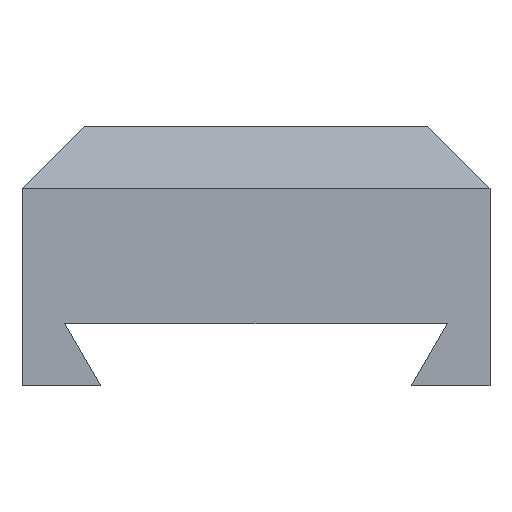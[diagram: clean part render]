
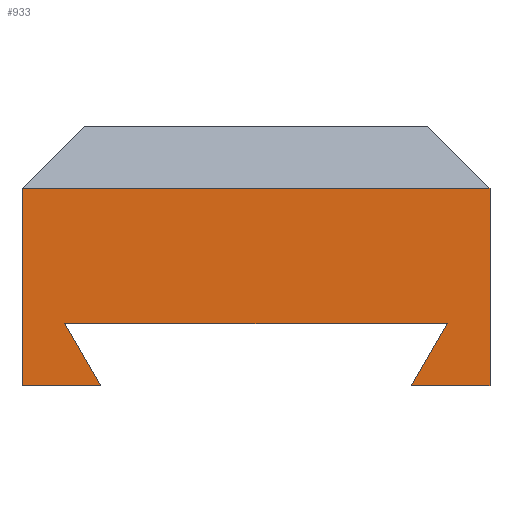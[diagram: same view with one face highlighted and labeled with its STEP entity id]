
A CAD part, front view. The second image highlights one B-rep face of the part: STEP entity #933.
In plain terms, the highlighted planar face has unit normal (0, -1, 0).
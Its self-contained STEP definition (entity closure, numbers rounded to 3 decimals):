
#51=PLANE('',#1013);
#89=FACE_OUTER_BOUND('',#146,.T.);
#146=EDGE_LOOP('',(#707,#708,#709,#710,#711,#712,#713,#714));
#261=LINE('',#1699,#329);
#276=LINE('',#1728,#344);
#281=LINE('',#1746,#349);
#282=LINE('',#1749,#350);
#283=LINE('',#1751,#351);
#284=LINE('',#1753,#352);
#285=LINE('',#1755,#353);
#286=LINE('',#1756,#354);
#329=VECTOR('',#1117,10.);
#344=VECTOR('',#1140,10.);
#349=VECTOR('',#1157,10.);
#350=VECTOR('',#1160,1000.);
#351=VECTOR('',#1161,10.);
#352=VECTOR('',#1162,10.);
#353=VECTOR('',#1163,10.);
#354=VECTOR('',#1164,1000.);
#425=VERTEX_POINT('',#1692);
#427=VERTEX_POINT('',#1698);
#437=VERTEX_POINT('',#1727);
#444=VERTEX_POINT('',#1744);
#445=VERTEX_POINT('',#1748);
#446=VERTEX_POINT('',#1750);
#447=VERTEX_POINT('',#1752);
#448=VERTEX_POINT('',#1754);
#523=EDGE_CURVE('',#427,#425,#261,.T.);
#538=EDGE_CURVE('',#437,#425,#276,.T.);
#547=EDGE_CURVE('',#427,#444,#281,.T.);
#548=EDGE_CURVE('',#444,#445,#282,.T.);
#549=EDGE_CURVE('',#445,#446,#283,.T.);
#550=EDGE_CURVE('',#446,#447,#284,.T.);
#551=EDGE_CURVE('',#447,#448,#285,.T.);
#552=EDGE_CURVE('',#448,#437,#286,.T.);
#707=ORIENTED_EDGE('',*,*,#523,.F.);
#708=ORIENTED_EDGE('',*,*,#547,.T.);
#709=ORIENTED_EDGE('',*,*,#548,.T.);
#710=ORIENTED_EDGE('',*,*,#549,.T.);
#711=ORIENTED_EDGE('',*,*,#550,.T.);
#712=ORIENTED_EDGE('',*,*,#551,.T.);
#713=ORIENTED_EDGE('',*,*,#552,.T.);
#714=ORIENTED_EDGE('',*,*,#538,.T.);
#933=ADVANCED_FACE('',(#89),#51,.T.);
#1013=AXIS2_PLACEMENT_3D('',#1747,#1158,#1159);
#1117=DIRECTION('',(1.,0.,0.));
#1140=DIRECTION('',(0.,0.,1.));
#1157=DIRECTION('',(0.,0.,-1.));
#1158=DIRECTION('center_axis',(0.,-1.,0.));
#1159=DIRECTION('ref_axis',(0.,0.,-1.));
#1160=DIRECTION('',(1.,0.,0.));
#1161=DIRECTION('',(-0.5,0.,0.866));
#1162=DIRECTION('',(1.,0.,0.));
#1163=DIRECTION('',(-0.5,0.,-0.866));
#1164=DIRECTION('',(1.,0.,0.));
#1692=CARTESIAN_POINT('',(11.35,-0.151,2.5));
#1698=CARTESIAN_POINT('',(0.1,-0.151,2.5));
#1699=CARTESIAN_POINT('',(2.923,-0.151,2.5));
#1727=CARTESIAN_POINT('',(11.35,-0.151,-2.25));
#1728=CARTESIAN_POINT('',(11.35,-0.151,-5.961));
#1744=CARTESIAN_POINT('',(0.1,-0.151,-2.25));
#1746=CARTESIAN_POINT('',(0.1,-0.151,-9.586));
#1747=CARTESIAN_POINT('Origin',(-0.095,-0.151,
-16.922));
#1748=CARTESIAN_POINT('',(1.991,-0.151,-2.25));
#1749=CARTESIAN_POINT('',(1.667,-0.151,-2.25));
#1750=CARTESIAN_POINT('',(1.125,-0.151,-0.75));
#1751=CARTESIAN_POINT('',(4.474,-0.151,-6.551));
#1752=CARTESIAN_POINT('',(10.325,-0.151,-0.75));
#1753=CARTESIAN_POINT('',(0.515,-0.151,-0.75));
#1754=CARTESIAN_POINT('',(9.459,-0.151,-2.25));
#1755=CARTESIAN_POINT('',(10.325,-0.151,-0.75));
#1756=CARTESIAN_POINT('',(9.783,-0.151,-2.25));
